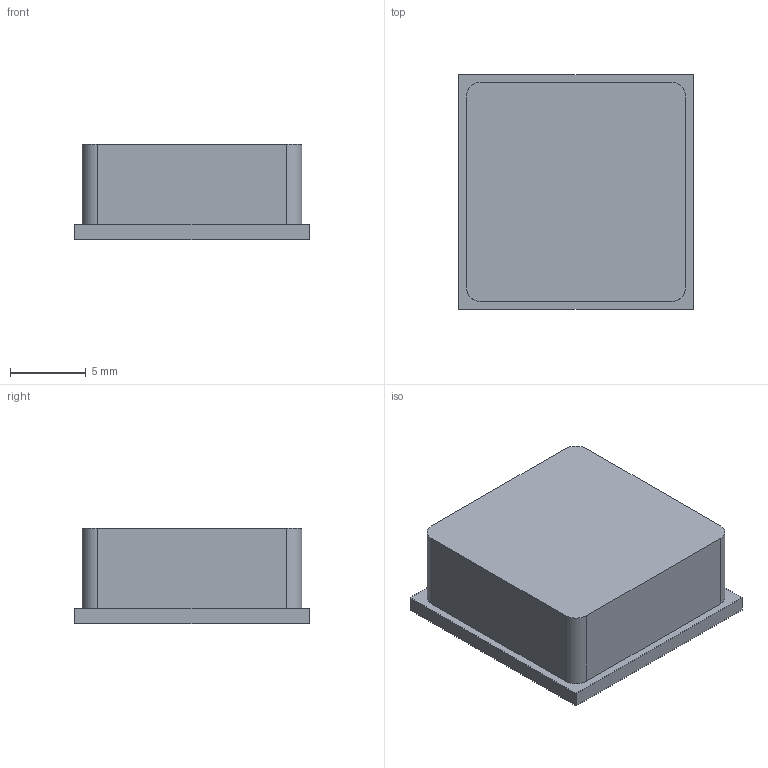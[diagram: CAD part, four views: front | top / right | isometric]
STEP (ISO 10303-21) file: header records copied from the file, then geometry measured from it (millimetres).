
FILE_DESCRIPTION( ( '' ), ' ' );
FILE_NAME( '5a818eb8e779710e0faeeec7.step', '2018-02-12T12:55:21', ( '' ), ( '' ), ' ', ' ', ' ' );
FILE_SCHEMA( ( 'AUTOMOTIVE_DESIGN { 1 0 10303 214 1 1 1 1 }' ) );
Length unit declared in the file: metre
Products named in the file (1): Open CASCADE STEP translator 6.8 1
Bounding box: 15.5 x 15.5 x 6.32 mm (x, y, z)
Volume: 1351.1 mm3; surface area: 843.4 mm2
Topology: 1 solids, 1 shells, 115 faces, 276 edges, 184 vertices
Faces by surface type: plane 111, cylinder 4
Entity records: 5594 total; most frequent: CARTESIAN_POINT 576, ORIENTED_EDGE 552, DIRECTION 516, STYLED_ITEM 391, PRESENTATION_STYLE_ASSIGNMENT 391, COLOUR_RGB 391, EDGE_CURVE 276, CURVE_STYLE 276
